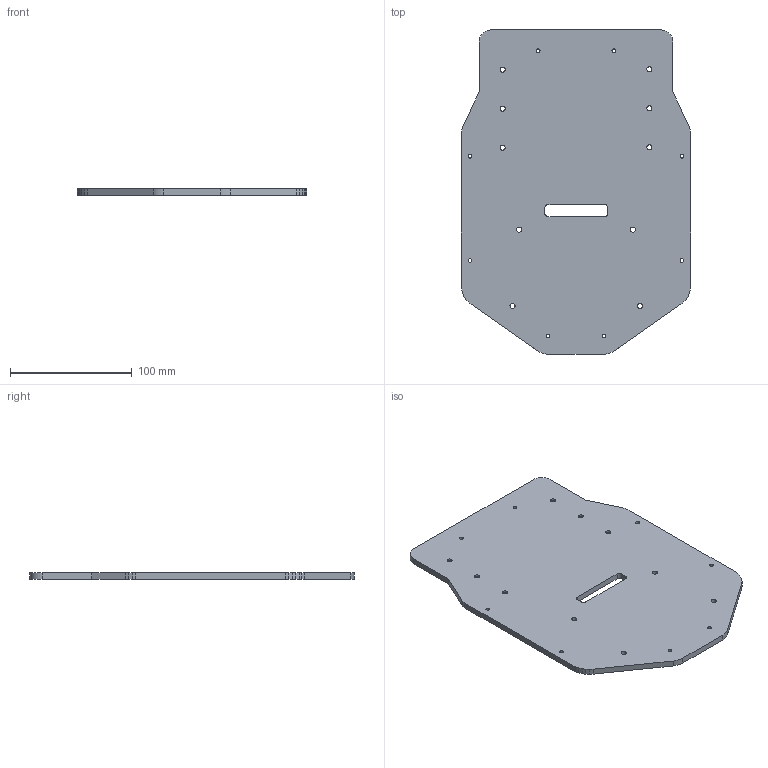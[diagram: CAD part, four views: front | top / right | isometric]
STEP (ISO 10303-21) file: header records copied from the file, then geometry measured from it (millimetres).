
FILE_DESCRIPTION(/* description */ (''),/* implementation_level */ '2;1');
FILE_NAME(/* name */ 'plate_v2_modified.step',/* time_stamp */ '2021-11-18T14:28:49-05:00',/* author */ (''),/* organization */ (''),/* preprocessor_version */ 'ST-DEVELOPER v18.1',/* originating_system */ 'Autodesk Translation Framework v10.10.0.1391',/* authorisation */ '');
FILE_SCHEMA (('AUTOMOTIVE_DESIGN { 1 0 10303 214 3 1 1 }'));
Length unit declared in the file: millimetre
Products named in the file (1): test
Bounding box: 188.91 x 266.7 x 5 mm (x, y, z)
Volume: 222545.8 mm3; surface area: 94712.2 mm2
Topology: 1 solids, 1 shells, 228 faces, 678 edges, 452 vertices
Faces by surface type: plane 178, cylinder 50
Full cylindrical faces by diameter (mm): 3.05 x8, 4.2 x4
Entity records: 7691 total; most frequent: CARTESIAN_POINT 1359, ORIENTED_EDGE 1356, DIRECTION 1236, EDGE_CURVE 678, LINE 578, VECTOR 578, VERTEX_POINT 452, AXIS2_PLACEMENT_3D 329
